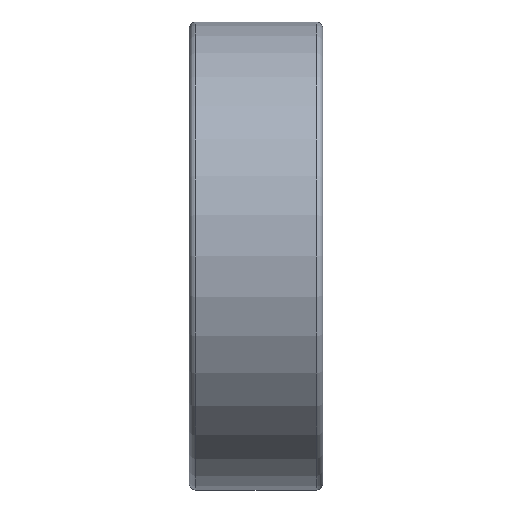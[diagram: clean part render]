
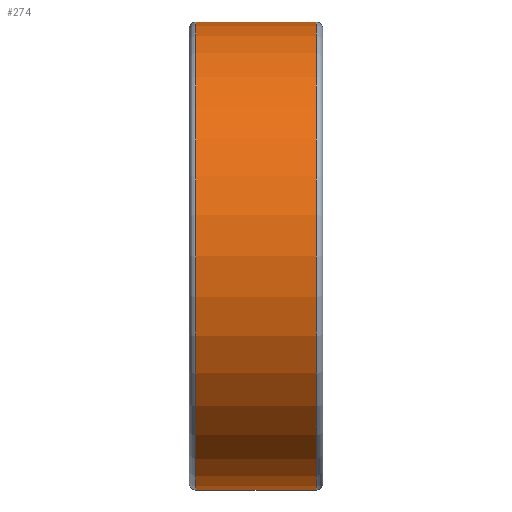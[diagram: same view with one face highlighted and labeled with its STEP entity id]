
A CAD part, front view. The second image highlights one B-rep face of the part: STEP entity #274.
In plain terms, the highlighted cylindrical face has radius 21 mm (diameter 42 mm), a partial arc.
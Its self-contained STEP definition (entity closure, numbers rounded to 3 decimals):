
#175=CYLINDRICAL_SURFACE('',#2026,21.);
#274=ADVANCED_FACE('',(#356),#175,.T.);
#356=FACE_OUTER_BOUND('',#438,.F.);
#438=EDGE_LOOP('',(#529,#530,#531,#532));
#529=ORIENTED_EDGE('',*,*,#1446,.T.);
#530=ORIENTED_EDGE('',*,*,#1461,.F.);
#531=ORIENTED_EDGE('',*,*,#1447,.F.);
#532=ORIENTED_EDGE('',*,*,#1460,.T.);
#1406=LINE('',#2785,#1426);
#1407=LINE('',#2786,#1427);
#1426=VECTOR('',#2269,10.8);
#1427=VECTOR('',#2270,10.8);
#1446=EDGE_CURVE('',#1733,#1732,#1588,.T.);
#1447=EDGE_CURVE('',#1731,#1730,#1589,.T.);
#1460=EDGE_CURVE('',#1731,#1733,#1406,.T.);
#1461=EDGE_CURVE('',#1730,#1732,#1407,.T.);
#1588=CIRCLE('',#1995,21.);
#1589=CIRCLE('',#1996,21.);
#1730=VERTEX_POINT('',#2767);
#1731=VERTEX_POINT('',#2768);
#1732=VERTEX_POINT('',#2769);
#1733=VERTEX_POINT('',#2770);
#1995=AXIS2_PLACEMENT_3D('',#2771,#2241,#2242);
#1996=AXIS2_PLACEMENT_3D('',#2772,#2243,#2244);
#2026=AXIS2_PLACEMENT_3D('',#2812,#2313,#2314);
#2241=DIRECTION('',(1.,0.,0.));
#2242=DIRECTION('',(0.,0.,1.));
#2243=DIRECTION('',(1.,0.,0.));
#2244=DIRECTION('',(0.,0.,1.));
#2269=DIRECTION('',(1.,0.,0.));
#2270=DIRECTION('',(1.,0.,0.));
#2313=DIRECTION('',(1.,0.,0.));
#2314=DIRECTION('',(0.,0.,1.));
#2767=CARTESIAN_POINT('',(35.699,-3.,
-90.11));
#2768=CARTESIAN_POINT('',(35.699,-3.,
-48.11));
#2769=CARTESIAN_POINT('',(46.499,-3.,
-90.11));
#2770=CARTESIAN_POINT('',(46.499,-3.,
-48.11));
#2771=CARTESIAN_POINT('',(46.499,-3.,
-69.11));
#2772=CARTESIAN_POINT('',(35.699,-3.,
-69.11));
#2785=CARTESIAN_POINT('',(35.699,-3.,
-48.11));
#2786=CARTESIAN_POINT('',(35.699,-3.,
-90.11));
#2812=CARTESIAN_POINT('',(35.699,-3.,
-69.11));
